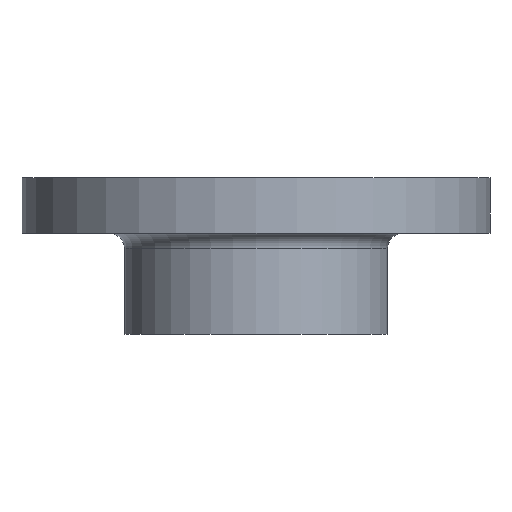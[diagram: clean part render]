
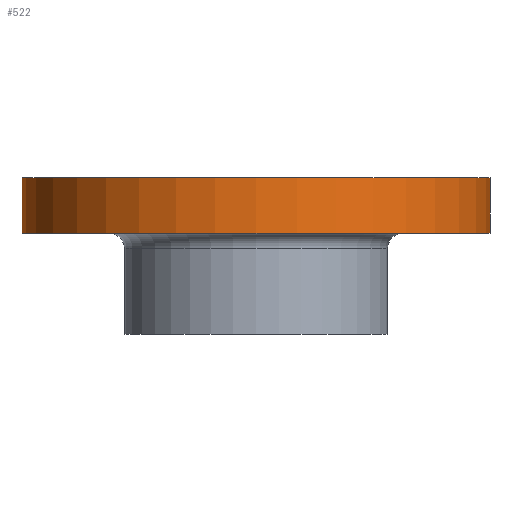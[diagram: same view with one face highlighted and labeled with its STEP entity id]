
A CAD part, front view. The second image highlights one B-rep face of the part: STEP entity #522.
In plain terms, the highlighted cylindrical face has radius 92.5 mm (diameter 185 mm), a partial arc.
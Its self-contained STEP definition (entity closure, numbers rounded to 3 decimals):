
#2 = AXIS2_PLACEMENT_3D ( 'NONE', #838, #839, #840 ) ;
#88 = EDGE_CURVE ( 'NONE', #473, #467, #799, .T. ) ;
#158 = DIRECTION ( 'NONE',  ( 0., 0., 1. ) ) ;
#159 = CARTESIAN_POINT ( 'NONE',  ( 92.5, 0., -62. ) ) ;
#160 = LINE ( 'NONE', #159, #565 ) ;
#194 = CARTESIAN_POINT ( 'NONE',  ( 92.5, 0., -22. ) ) ;
#200 = DIRECTION ( 'NONE',  ( 1., 0., 0. ) ) ;
#201 = DIRECTION ( 'NONE',  ( 0., 0., 1. ) ) ;
#202 = CARTESIAN_POINT ( 'NONE',  ( 0., 0., -62. ) ) ;
#203 = CYLINDRICAL_SURFACE ( 'NONE', #705, 92.5 ) ;
#205 = FACE_OUTER_BOUND ( 'NONE', #499, .T. ) ;
#215 = CARTESIAN_POINT ( 'NONE',  ( 92.5, 0., 0. ) ) ;
#228 = CARTESIAN_POINT ( 'NONE',  ( -92.5, 0., -22. ) ) ;
#229 = EDGE_CURVE ( 'NONE', #473, #537, #560, .T. ) ;
#231 = CARTESIAN_POINT ( 'NONE',  ( -92.5, 0., 0. ) ) ;
#319 = AXIS2_PLACEMENT_3D ( 'NONE', #383, #384, #386 ) ;
#383 = CARTESIAN_POINT ( 'NONE',  ( 0., 0., 0. ) ) ;
#384 = DIRECTION ( 'NONE',  ( 0., 0., 1. ) ) ;
#386 = DIRECTION ( 'NONE',  ( 1., 0., 0. ) ) ;
#405 = VECTOR ( 'NONE', #801, 1000. ) ;
#406 = EDGE_CURVE ( 'NONE', #467, #494, #450, .T. ) ;
#450 = CIRCLE ( 'NONE', #319, 92.5 ) ;
#467 = VERTEX_POINT ( 'NONE', #231 ) ;
#473 = VERTEX_POINT ( 'NONE', #228 ) ;
#494 = VERTEX_POINT ( 'NONE', #215 ) ;
#499 = EDGE_LOOP ( 'NONE', ( #586, #588, #589, #590 ) ) ;
#522 = ADVANCED_FACE ( 'NONE', ( #205 ), #203, .T. ) ;
#537 = VERTEX_POINT ( 'NONE', #194 ) ;
#560 = CIRCLE ( 'NONE', #2, 92.5 ) ;
#565 = VECTOR ( 'NONE', #158, 1000. ) ;
#586 = ORIENTED_EDGE ( 'NONE', *, *, #88, .F. ) ;
#588 = ORIENTED_EDGE ( 'NONE', *, *, #229, .T. ) ;
#589 = ORIENTED_EDGE ( 'NONE', *, *, #630, .T. ) ;
#590 = ORIENTED_EDGE ( 'NONE', *, *, #406, .F. ) ;
#630 = EDGE_CURVE ( 'NONE', #537, #494, #160, .T. ) ;
#705 = AXIS2_PLACEMENT_3D ( 'NONE', #202, #201, #200 ) ;
#799 = LINE ( 'NONE', #800, #405 ) ;
#800 = CARTESIAN_POINT ( 'NONE',  ( -92.5, 0., -62. ) ) ;
#801 = DIRECTION ( 'NONE',  ( 0., 0., 1. ) ) ;
#838 = CARTESIAN_POINT ( 'NONE',  ( 0., 0., -22. ) ) ;
#839 = DIRECTION ( 'NONE',  ( 0., 0., 1. ) ) ;
#840 = DIRECTION ( 'NONE',  ( 1., 0., 0. ) ) ;
